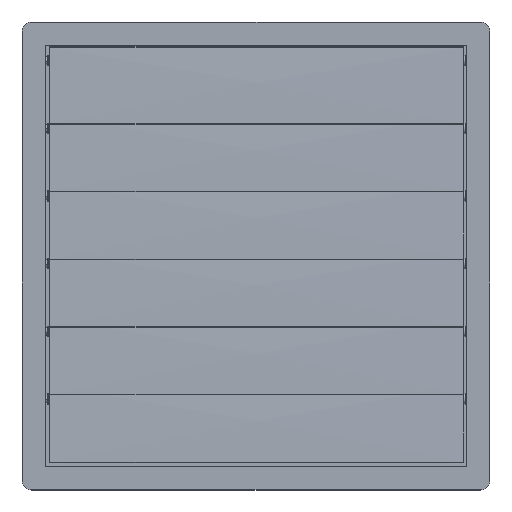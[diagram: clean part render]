
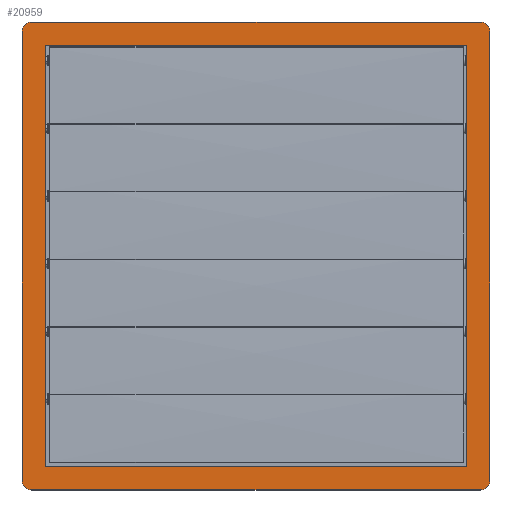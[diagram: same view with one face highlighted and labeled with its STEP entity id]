
A CAD part, top view. The second image highlights one B-rep face of the part: STEP entity #20959.
In plain terms, the highlighted planar face has unit normal (0, 0, 1).
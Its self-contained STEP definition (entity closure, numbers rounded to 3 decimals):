
#88 = EDGE_CURVE ( 'NONE', #2477, #12223, #16737, .T. ) ;
#206 = DIRECTION ( 'NONE',  ( -1., 0., 0. ) ) ;
#1134 = CARTESIAN_POINT ( 'NONE',  ( -121., -121., 21. ) ) ;
#1339 = VERTEX_POINT ( 'NONE', #19443 ) ;
#2477 = VERTEX_POINT ( 'NONE', #29334 ) ;
#2801 = LINE ( 'NONE', #26858, #25635 ) ;
#2818 = CARTESIAN_POINT ( 'NONE',  ( -109., -109., 21. ) ) ;
#3072 = EDGE_CURVE ( 'NONE', #29792, #26595, #36104, .T. ) ;
#3077 = AXIS2_PLACEMENT_3D ( 'NONE', #32535, #18171, #17585 ) ;
#3371 = DIRECTION ( 'NONE',  ( 0., 1., 0. ) ) ;
#3377 = EDGE_CURVE ( 'NONE', #38257, #1339, #10608, .T. ) ;
#3410 = EDGE_CURVE ( 'NONE', #11827, #36387, #37200, .T. ) ;
#4777 = DIRECTION ( 'NONE',  ( 0., -1., 0. ) ) ;
#5112 = CIRCLE ( 'NONE', #21527, 5. ) ;
#5211 = ORIENTED_EDGE ( 'NONE', *, *, #37603, .F. ) ;
#5499 = DIRECTION ( 'NONE',  ( 0., 0., 1. ) ) ;
#5515 = CIRCLE ( 'NONE', #11756, 5. ) ;
#5623 = EDGE_CURVE ( 'NONE', #32195, #29792, #5112, .T. ) ;
#6176 = LINE ( 'NONE', #24124, #33149 ) ;
#6371 = EDGE_CURVE ( 'NONE', #12223, #32195, #6176, .T. ) ;
#6414 = ORIENTED_EDGE ( 'NONE', *, *, #88, .T. ) ;
#7731 = ORIENTED_EDGE ( 'NONE', *, *, #21792, .T. ) ;
#10608 = LINE ( 'NONE', #1134, #30823 ) ;
#10699 = ORIENTED_EDGE ( 'NONE', *, *, #3377, .T. ) ;
#11744 = DIRECTION ( 'NONE',  ( 0., 1., 0. ) ) ;
#11756 = AXIS2_PLACEMENT_3D ( 'NONE', #36055, #17755, #33110 ) ;
#11827 = VERTEX_POINT ( 'NONE', #38045 ) ;
#11847 = DIRECTION ( 'NONE',  ( 1., 0., 0. ) ) ;
#12223 = VERTEX_POINT ( 'NONE', #31308 ) ;
#12875 = CARTESIAN_POINT ( 'NONE',  ( 121., -121., 21. ) ) ;
#13016 = ORIENTED_EDGE ( 'NONE', *, *, #35835, .F. ) ;
#13678 = ORIENTED_EDGE ( 'NONE', *, *, #30513, .T. ) ;
#13838 = EDGE_CURVE ( 'NONE', #36387, #28390, #24330, .T. ) ;
#14324 = LINE ( 'NONE', #14908, #37439 ) ;
#14808 = FACE_OUTER_BOUND ( 'NONE', #32471, .T. ) ;
#14908 = CARTESIAN_POINT ( 'NONE',  ( 109., -109., 21. ) ) ;
#15415 = CARTESIAN_POINT ( 'NONE',  ( 121., 121., 21. ) ) ;
#15951 = DIRECTION ( 'NONE',  ( 0., -1., 0. ) ) ;
#16334 = CARTESIAN_POINT ( 'NONE',  ( -116., 121., 21. ) ) ;
#16737 = CIRCLE ( 'NONE', #35605, 5. ) ;
#17116 = DIRECTION ( 'NONE',  ( 0., -1., 0. ) ) ;
#17585 = DIRECTION ( 'NONE',  ( 0., -1., 0. ) ) ;
#17755 = DIRECTION ( 'NONE',  ( 0., 0., 1. ) ) ;
#17910 = CARTESIAN_POINT ( 'NONE',  ( -116., -121., 21. ) ) ;
#17973 = CARTESIAN_POINT ( 'NONE',  ( -121., 116., 21. ) ) ;
#18171 = DIRECTION ( 'NONE',  ( 0., 0., 1. ) ) ;
#19004 = ORIENTED_EDGE ( 'NONE', *, *, #13838, .F. ) ;
#19443 = CARTESIAN_POINT ( 'NONE',  ( -121., -116., 21. ) ) ;
#20075 = VERTEX_POINT ( 'NONE', #17910 ) ;
#20174 = CARTESIAN_POINT ( 'NONE',  ( 116., 116., 21. ) ) ;
#20408 = CARTESIAN_POINT ( 'NONE',  ( 116., -116., 21. ) ) ;
#20959 = ADVANCED_FACE ( 'NONE', ( #27044, #14808 ), #33123, .T. ) ;
#21080 = ORIENTED_EDGE ( 'NONE', *, *, #3410, .F. ) ;
#21356 = VERTEX_POINT ( 'NONE', #37492 ) ;
#21527 = AXIS2_PLACEMENT_3D ( 'NONE', #20174, #23525, #4777 ) ;
#21792 = EDGE_CURVE ( 'NONE', #20075, #2477, #25310, .T. ) ;
#22275 = CARTESIAN_POINT ( 'NONE',  ( 109., 109., 21. ) ) ;
#22796 = CIRCLE ( 'NONE', #35981, 5. ) ;
#23128 = CARTESIAN_POINT ( 'NONE',  ( -109., -109., 21. ) ) ;
#23525 = DIRECTION ( 'NONE',  ( 0., 0., 1. ) ) ;
#23553 = ORIENTED_EDGE ( 'NONE', *, *, #6371, .T. ) ;
#23868 = ORIENTED_EDGE ( 'NONE', *, *, #25390, .T. ) ;
#23897 = CARTESIAN_POINT ( 'NONE',  ( 116., 121., 21. ) ) ;
#24124 = CARTESIAN_POINT ( 'NONE',  ( 121., -121., 21. ) ) ;
#24330 = LINE ( 'NONE', #2818, #29846 ) ;
#24381 = CARTESIAN_POINT ( 'NONE',  ( -116., 116., 21. ) ) ;
#24403 = CARTESIAN_POINT ( 'NONE',  ( -109., 109., 21. ) ) ;
#25194 = VECTOR ( 'NONE', #34667, 1000. ) ;
#25310 = LINE ( 'NONE', #12875, #32105 ) ;
#25390 = EDGE_CURVE ( 'NONE', #26595, #38257, #22796, .T. ) ;
#25635 = VECTOR ( 'NONE', #11847, 1000. ) ;
#26490 = DIRECTION ( 'NONE',  ( 0., -1., 0. ) ) ;
#26518 = CARTESIAN_POINT ( 'NONE',  ( 121., 116., 21. ) ) ;
#26595 = VERTEX_POINT ( 'NONE', #16334 ) ;
#26858 = CARTESIAN_POINT ( 'NONE',  ( 109., -109., 21. ) ) ;
#27044 = FACE_BOUND ( 'NONE', #38859, .T. ) ;
#27670 = ORIENTED_EDGE ( 'NONE', *, *, #5623, .T. ) ;
#27695 = VECTOR ( 'NONE', #206, 1000. ) ;
#28390 = VERTEX_POINT ( 'NONE', #23128 ) ;
#29334 = CARTESIAN_POINT ( 'NONE',  ( 116., -121., 21. ) ) ;
#29792 = VERTEX_POINT ( 'NONE', #23897 ) ;
#29794 = DIRECTION ( 'NONE',  ( 0., -1., 0. ) ) ;
#29846 = VECTOR ( 'NONE', #29794, 1000. ) ;
#30513 = EDGE_CURVE ( 'NONE', #1339, #20075, #5515, .T. ) ;
#30823 = VECTOR ( 'NONE', #15951, 1000. ) ;
#31308 = CARTESIAN_POINT ( 'NONE',  ( 121., -116., 21. ) ) ;
#32105 = VECTOR ( 'NONE', #37262, 1000. ) ;
#32195 = VERTEX_POINT ( 'NONE', #26518 ) ;
#32392 = DIRECTION ( 'NONE',  ( 0., 0., 1. ) ) ;
#32471 = EDGE_LOOP ( 'NONE', ( #10699, #13678, #7731, #6414, #23553, #27670, #34878, #23868 ) ) ;
#32535 = CARTESIAN_POINT ( 'NONE',  ( 0., 0., 21. ) ) ;
#33110 = DIRECTION ( 'NONE',  ( 0., -1., 0. ) ) ;
#33123 = PLANE ( 'NONE',  #3077 ) ;
#33149 = VECTOR ( 'NONE', #3371, 1000. ) ;
#34667 = DIRECTION ( 'NONE',  ( -1., 0., 0. ) ) ;
#34878 = ORIENTED_EDGE ( 'NONE', *, *, #3072, .T. ) ;
#35605 = AXIS2_PLACEMENT_3D ( 'NONE', #20408, #32392, #26490 ) ;
#35835 = EDGE_CURVE ( 'NONE', #21356, #11827, #14324, .T. ) ;
#35981 = AXIS2_PLACEMENT_3D ( 'NONE', #24381, #5499, #17116 ) ;
#36055 = CARTESIAN_POINT ( 'NONE',  ( -116., -116., 21. ) ) ;
#36104 = LINE ( 'NONE', #15415, #27695 ) ;
#36387 = VERTEX_POINT ( 'NONE', #24403 ) ;
#37200 = LINE ( 'NONE', #22275, #25194 ) ;
#37262 = DIRECTION ( 'NONE',  ( 1., 0., 0. ) ) ;
#37439 = VECTOR ( 'NONE', #11744, 1000. ) ;
#37492 = CARTESIAN_POINT ( 'NONE',  ( 109., -109., 21. ) ) ;
#37603 = EDGE_CURVE ( 'NONE', #28390, #21356, #2801, .T. ) ;
#38045 = CARTESIAN_POINT ( 'NONE',  ( 109., 109., 21. ) ) ;
#38257 = VERTEX_POINT ( 'NONE', #17973 ) ;
#38859 = EDGE_LOOP ( 'NONE', ( #19004, #21080, #13016, #5211 ) ) ;
